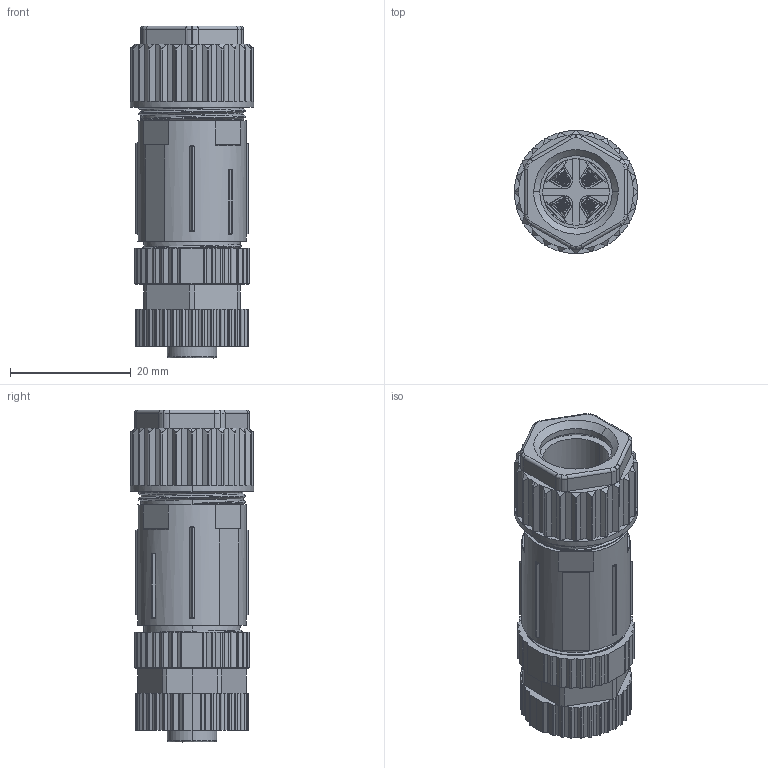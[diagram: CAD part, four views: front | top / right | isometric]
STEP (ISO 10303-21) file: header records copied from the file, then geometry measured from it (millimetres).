
FILE_DESCRIPTION (( 'STEP AP214' ), '1' );
FILE_NAME ('M12PFT4SF_3D.step', '2024-11-11T16:32:38', ( '' ), ( '' ), 'SwSTEP 2.0', 'SolidWorks 2022', '' );
FILE_SCHEMA (( 'AUTOMOTIVE_DESIGN' ));
Length unit declared in the file: inch
Products named in the file (1): M12PFT4SF_3D
Bounding box: 20.4 x 20.4 x 55 mm (x, y, z)
Surface area: 13204.3 mm2 (no closed solid volume)
Topology: 0 solids, 5 shells, 2231 faces, 6198 edges, 3943 vertices
Faces by surface type: plane 994, cylinder 739, bspline 339, cone 159
Entity records: 131755 total; most frequent: CARTESIAN_POINT 79284, ORIENTED_EDGE 12328, DIRECTION 8836, EDGE_CURVE 6168, VERTEX_POINT 3943, VECTOR 3084, LINE 3084, AXIS2_PLACEMENT_3D 2876
